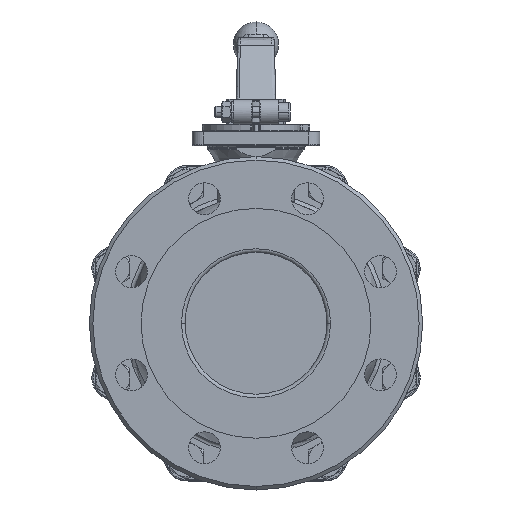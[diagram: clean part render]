
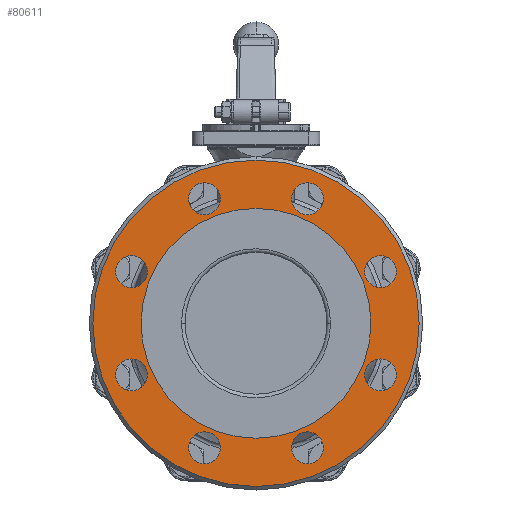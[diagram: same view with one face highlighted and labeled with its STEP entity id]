
A CAD part, left-side view. The second image highlights one B-rep face of the part: STEP entity #80611.
In plain terms, the highlighted planar face has unit normal (-1, 0, 0).
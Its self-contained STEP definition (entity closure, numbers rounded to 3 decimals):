
#46563=CARTESIAN_POINT('',(-82.,-0.,115.));
#46564=VERTEX_POINT('',#46563);
#46571=CARTESIAN_POINT('',(-82.,-0.,-115.));
#46572=VERTEX_POINT('',#46571);
#46573=CARTESIAN_POINT('',(-82.,-0.,-0.));
#46574=DIRECTION('',(1.,0.,-0.));
#46575=DIRECTION('',(0.,0.,1.));
#46576=AXIS2_PLACEMENT_3D('',#46573,#46574,#46575);
#46577=CIRCLE('',#46576,115.);
#46578=EDGE_CURVE('',#46564,#46572,#46577,.T.);
#46707=CARTESIAN_POINT('',(-82.,-25.105,87.769));
#46708=VERTEX_POINT('',#46707);
#46724=CARTESIAN_POINT('',(-82.,-47.605,87.769));
#46725=VERTEX_POINT('',#46724);
#46732=CARTESIAN_POINT('',(-82.,-36.355,87.769));
#46733=DIRECTION('',(1.,0.,-0.));
#46734=DIRECTION('',(-0.,1.,-0.));
#46735=AXIS2_PLACEMENT_3D('',#46732,#46733,#46734);
#46736=CIRCLE('',#46735,11.25);
#46737=EDGE_CURVE('',#46708,#46725,#46736,.T.);
#46749=CARTESIAN_POINT('',(-82.,-76.519,-36.355));
#46750=VERTEX_POINT('',#46749);
#46766=CARTESIAN_POINT('',(-82.,-99.019,-36.355));
#46767=VERTEX_POINT('',#46766);
#46774=CARTESIAN_POINT('',(-82.,-87.769,-36.355));
#46775=DIRECTION('',(1.,0.,-0.));
#46776=DIRECTION('',(-0.,1.,-0.));
#46777=AXIS2_PLACEMENT_3D('',#46774,#46775,#46776);
#46778=CIRCLE('',#46777,11.25);
#46779=EDGE_CURVE('',#46750,#46767,#46778,.T.);
#46791=CARTESIAN_POINT('',(-82.,47.605,-87.769));
#46792=VERTEX_POINT('',#46791);
#46808=CARTESIAN_POINT('',(-82.,25.105,-87.769));
#46809=VERTEX_POINT('',#46808);
#46816=CARTESIAN_POINT('',(-82.,36.355,-87.769));
#46817=DIRECTION('',(1.,0.,-0.));
#46818=DIRECTION('',(-0.,1.,-0.));
#46819=AXIS2_PLACEMENT_3D('',#46816,#46817,#46818);
#46820=CIRCLE('',#46819,11.25);
#46821=EDGE_CURVE('',#46792,#46809,#46820,.T.);
#46833=CARTESIAN_POINT('',(-82.,99.019,36.355));
#46834=VERTEX_POINT('',#46833);
#46850=CARTESIAN_POINT('',(-82.,76.519,36.355));
#46851=VERTEX_POINT('',#46850);
#46858=CARTESIAN_POINT('',(-82.,87.769,36.355));
#46859=DIRECTION('',(1.,0.,-0.));
#46860=DIRECTION('',(-0.,1.,-0.));
#46861=AXIS2_PLACEMENT_3D('',#46858,#46859,#46860);
#46862=CIRCLE('',#46861,11.25);
#46863=EDGE_CURVE('',#46834,#46851,#46862,.T.);
#46875=CARTESIAN_POINT('',(-82.,47.605,87.769));
#46876=VERTEX_POINT('',#46875);
#46892=CARTESIAN_POINT('',(-82.,25.105,87.769));
#46893=VERTEX_POINT('',#46892);
#46900=CARTESIAN_POINT('',(-82.,36.355,87.769));
#46901=DIRECTION('',(1.,0.,-0.));
#46902=DIRECTION('',(-0.,1.,-0.));
#46903=AXIS2_PLACEMENT_3D('',#46900,#46901,#46902);
#46904=CIRCLE('',#46903,11.25);
#46905=EDGE_CURVE('',#46876,#46893,#46904,.T.);
#46917=CARTESIAN_POINT('',(-82.,99.019,-36.355));
#46918=VERTEX_POINT('',#46917);
#46934=CARTESIAN_POINT('',(-82.,76.519,-36.355));
#46935=VERTEX_POINT('',#46934);
#46942=CARTESIAN_POINT('',(-82.,87.769,-36.355));
#46943=DIRECTION('',(1.,0.,-0.));
#46944=DIRECTION('',(-0.,1.,-0.));
#46945=AXIS2_PLACEMENT_3D('',#46942,#46943,#46944);
#46946=CIRCLE('',#46945,11.25);
#46947=EDGE_CURVE('',#46918,#46935,#46946,.T.);
#46959=CARTESIAN_POINT('',(-82.,-25.105,-87.769));
#46960=VERTEX_POINT('',#46959);
#46976=CARTESIAN_POINT('',(-82.,-47.605,-87.769));
#46977=VERTEX_POINT('',#46976);
#46984=CARTESIAN_POINT('',(-82.,-36.355,-87.769));
#46985=DIRECTION('',(1.,0.,-0.));
#46986=DIRECTION('',(-0.,1.,-0.));
#46987=AXIS2_PLACEMENT_3D('',#46984,#46985,#46986);
#46988=CIRCLE('',#46987,11.25);
#46989=EDGE_CURVE('',#46960,#46977,#46988,.T.);
#47001=CARTESIAN_POINT('',(-82.,-76.519,36.355));
#47002=VERTEX_POINT('',#47001);
#47018=CARTESIAN_POINT('',(-82.,-99.019,36.355));
#47019=VERTEX_POINT('',#47018);
#47026=CARTESIAN_POINT('',(-82.,-87.769,36.355));
#47027=DIRECTION('',(1.,0.,-0.));
#47028=DIRECTION('',(-0.,1.,-0.));
#47029=AXIS2_PLACEMENT_3D('',#47026,#47027,#47028);
#47030=CIRCLE('',#47029,11.25);
#47031=EDGE_CURVE('',#47002,#47019,#47030,.T.);
#51255=CARTESIAN_POINT('',(-82.,-0.,81.));
#51256=VERTEX_POINT('',#51255);
#51272=CARTESIAN_POINT('',(-82.,-0.,-81.));
#51273=VERTEX_POINT('',#51272);
#51280=CARTESIAN_POINT('',(-82.,-0.,-0.));
#51281=DIRECTION('',(1.,0.,-0.));
#51282=DIRECTION('',(0.,0.,1.));
#51283=AXIS2_PLACEMENT_3D('',#51280,#51281,#51282);
#51284=CIRCLE('',#51283,81.);
#51285=EDGE_CURVE('',#51256,#51273,#51284,.T.);
#68628=CARTESIAN_POINT('',(-82.,-0.,-0.));
#68629=DIRECTION('',(1.,0.,-0.));
#68630=DIRECTION('',(0.,0.,1.));
#68631=AXIS2_PLACEMENT_3D('',#68628,#68629,#68630);
#68632=CIRCLE('',#68631,81.);
#68633=EDGE_CURVE('',#51273,#51256,#68632,.T.);
#80228=CARTESIAN_POINT('',(-82.,-87.769,36.355));
#80229=DIRECTION('',(1.,0.,-0.));
#80230=DIRECTION('',(-0.,1.,-0.));
#80231=AXIS2_PLACEMENT_3D('',#80228,#80229,#80230);
#80232=CIRCLE('',#80231,11.25);
#80233=EDGE_CURVE('',#47019,#47002,#80232,.T.);
#80246=CARTESIAN_POINT('',(-82.,-36.355,-87.769));
#80247=DIRECTION('',(1.,0.,-0.));
#80248=DIRECTION('',(-0.,1.,-0.));
#80249=AXIS2_PLACEMENT_3D('',#80246,#80247,#80248);
#80250=CIRCLE('',#80249,11.25);
#80251=EDGE_CURVE('',#46977,#46960,#80250,.T.);
#80264=CARTESIAN_POINT('',(-82.,87.769,-36.355));
#80265=DIRECTION('',(1.,0.,-0.));
#80266=DIRECTION('',(-0.,1.,-0.));
#80267=AXIS2_PLACEMENT_3D('',#80264,#80265,#80266);
#80268=CIRCLE('',#80267,11.25);
#80269=EDGE_CURVE('',#46935,#46918,#80268,.T.);
#80282=CARTESIAN_POINT('',(-82.,36.355,87.769));
#80283=DIRECTION('',(1.,0.,-0.));
#80284=DIRECTION('',(-0.,1.,-0.));
#80285=AXIS2_PLACEMENT_3D('',#80282,#80283,#80284);
#80286=CIRCLE('',#80285,11.25);
#80287=EDGE_CURVE('',#46893,#46876,#80286,.T.);
#80300=CARTESIAN_POINT('',(-82.,87.769,36.355));
#80301=DIRECTION('',(1.,0.,-0.));
#80302=DIRECTION('',(-0.,1.,-0.));
#80303=AXIS2_PLACEMENT_3D('',#80300,#80301,#80302);
#80304=CIRCLE('',#80303,11.25);
#80305=EDGE_CURVE('',#46851,#46834,#80304,.T.);
#80318=CARTESIAN_POINT('',(-82.,36.355,-87.769));
#80319=DIRECTION('',(1.,0.,-0.));
#80320=DIRECTION('',(-0.,1.,-0.));
#80321=AXIS2_PLACEMENT_3D('',#80318,#80319,#80320);
#80322=CIRCLE('',#80321,11.25);
#80323=EDGE_CURVE('',#46809,#46792,#80322,.T.);
#80336=CARTESIAN_POINT('',(-82.,-87.769,-36.355));
#80337=DIRECTION('',(1.,0.,-0.));
#80338=DIRECTION('',(-0.,1.,-0.));
#80339=AXIS2_PLACEMENT_3D('',#80336,#80337,#80338);
#80340=CIRCLE('',#80339,11.25);
#80341=EDGE_CURVE('',#46767,#46750,#80340,.T.);
#80354=CARTESIAN_POINT('',(-82.,-36.355,87.769));
#80355=DIRECTION('',(1.,0.,-0.));
#80356=DIRECTION('',(-0.,1.,-0.));
#80357=AXIS2_PLACEMENT_3D('',#80354,#80355,#80356);
#80358=CIRCLE('',#80357,11.25);
#80359=EDGE_CURVE('',#46725,#46708,#80358,.T.);
#80560=CARTESIAN_POINT('',(-82.,-0.,98.));
#80561=DIRECTION('',(-1.,-0.,0.));
#80562=DIRECTION('',(0.,-1.,0.));
#80563=AXIS2_PLACEMENT_3D('',#80560,#80561,#80562);
#80564=PLANE('',#80563);
#80565=CARTESIAN_POINT('',(-82.,-0.,-0.));
#80566=DIRECTION('',(1.,0.,-0.));
#80567=DIRECTION('',(0.,0.,1.));
#80568=AXIS2_PLACEMENT_3D('',#80565,#80566,#80567);
#80569=CIRCLE('',#80568,115.);
#80570=EDGE_CURVE('',#46572,#46564,#80569,.T.);
#80571=ORIENTED_EDGE('',*,*,#80570,.F.);
#80572=ORIENTED_EDGE('',*,*,#46578,.F.);
#80573=EDGE_LOOP('',(#80571,#80572));
#80574=FACE_BOUND('',#80573,.T.);
#80575=ORIENTED_EDGE('',*,*,#80233,.T.);
#80576=ORIENTED_EDGE('',*,*,#47031,.T.);
#80577=EDGE_LOOP('',(#80575,#80576));
#80578=FACE_BOUND('',#80577,.T.);
#80579=ORIENTED_EDGE('',*,*,#80251,.T.);
#80580=ORIENTED_EDGE('',*,*,#46989,.T.);
#80581=EDGE_LOOP('',(#80579,#80580));
#80582=FACE_BOUND('',#80581,.T.);
#80583=ORIENTED_EDGE('',*,*,#80269,.T.);
#80584=ORIENTED_EDGE('',*,*,#46947,.T.);
#80585=EDGE_LOOP('',(#80583,#80584));
#80586=FACE_BOUND('',#80585,.T.);
#80587=ORIENTED_EDGE('',*,*,#80287,.T.);
#80588=ORIENTED_EDGE('',*,*,#46905,.T.);
#80589=EDGE_LOOP('',(#80587,#80588));
#80590=FACE_BOUND('',#80589,.T.);
#80591=ORIENTED_EDGE('',*,*,#80305,.T.);
#80592=ORIENTED_EDGE('',*,*,#46863,.T.);
#80593=EDGE_LOOP('',(#80591,#80592));
#80594=FACE_BOUND('',#80593,.T.);
#80595=ORIENTED_EDGE('',*,*,#80323,.T.);
#80596=ORIENTED_EDGE('',*,*,#46821,.T.);
#80597=EDGE_LOOP('',(#80595,#80596));
#80598=FACE_BOUND('',#80597,.T.);
#80599=ORIENTED_EDGE('',*,*,#80341,.T.);
#80600=ORIENTED_EDGE('',*,*,#46779,.T.);
#80601=EDGE_LOOP('',(#80599,#80600));
#80602=FACE_BOUND('',#80601,.T.);
#80603=ORIENTED_EDGE('',*,*,#80359,.T.);
#80604=ORIENTED_EDGE('',*,*,#46737,.T.);
#80605=EDGE_LOOP('',(#80603,#80604));
#80606=FACE_BOUND('',#80605,.T.);
#80607=ORIENTED_EDGE('',*,*,#68633,.T.);
#80608=ORIENTED_EDGE('',*,*,#51285,.T.);
#80609=EDGE_LOOP('',(#80607,#80608));
#80610=FACE_BOUND('',#80609,.T.);
#80611=ADVANCED_FACE('',(#80574,#80578,#80582,#80586,#80590,#80594,#80598,#80602,#80606,#80610),#80564,.T.);
